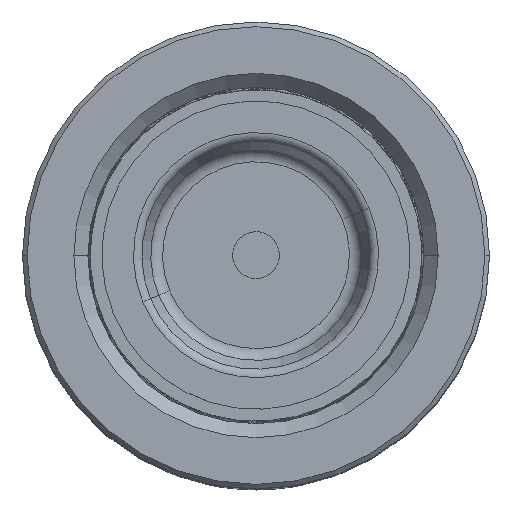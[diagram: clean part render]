
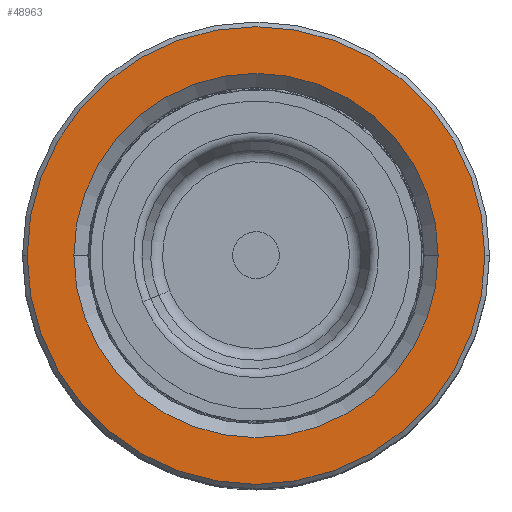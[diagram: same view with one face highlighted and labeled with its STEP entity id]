
A CAD part, top view. The second image highlights one B-rep face of the part: STEP entity #48963.
In plain terms, the highlighted planar face has unit normal (0, 0, 1).
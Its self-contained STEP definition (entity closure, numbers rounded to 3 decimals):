
#1856 = EDGE_LOOP ( 'NONE', ( #44695, #32006 ) ) ;
#2183 = ORIENTED_EDGE ( 'NONE', *, *, #2561, .T. ) ;
#2561 = EDGE_CURVE ( 'NONE', #34086, #6594, #17058, .T. ) ;
#6066 = DIRECTION ( 'NONE',  ( 1., 0., 0. ) ) ;
#6257 = DIRECTION ( 'NONE',  ( 0., 0., 1. ) ) ;
#6594 = VERTEX_POINT ( 'NONE', #47925 ) ;
#6928 = DIRECTION ( 'NONE',  ( 1., 0., 0. ) ) ;
#11103 = CARTESIAN_POINT ( 'NONE',  ( 0., 0., 60. ) ) ;
#13575 = AXIS2_PLACEMENT_3D ( 'NONE', #11103, #27734, #6928 ) ;
#15329 = AXIS2_PLACEMENT_3D ( 'NONE', #34358, #38368, #21609 ) ;
#16271 = CARTESIAN_POINT ( 'NONE',  ( 0., 0., 60. ) ) ;
#16648 = DIRECTION ( 'NONE',  ( 0., 0., -1. ) ) ;
#17058 = CIRCLE ( 'NONE', #32207, 19.5 ) ;
#17356 = CIRCLE ( 'NONE', #15329, 19.5 ) ;
#17835 = ORIENTED_EDGE ( 'NONE', *, *, #28586, .T. ) ;
#19149 = CARTESIAN_POINT ( 'NONE',  ( 24.5, 0., 60. ) ) ;
#21609 = DIRECTION ( 'NONE',  ( 1., 0., 0. ) ) ;
#22159 = CARTESIAN_POINT ( 'NONE',  ( 0., 0., 60. ) ) ;
#23596 = EDGE_CURVE ( 'NONE', #34524, #53772, #24042, .T. ) ;
#24042 = CIRCLE ( 'NONE', #29099, 24.5 ) ;
#25254 = FACE_OUTER_BOUND ( 'NONE', #1856, .T. ) ;
#25704 = EDGE_LOOP ( 'NONE', ( #2183, #17835 ) ) ;
#27734 = DIRECTION ( 'NONE',  ( 0., 0., 1. ) ) ;
#28586 = EDGE_CURVE ( 'NONE', #6594, #34086, #17356, .T. ) ;
#29099 = AXIS2_PLACEMENT_3D ( 'NONE', #33227, #53817, #33057 ) ;
#32006 = ORIENTED_EDGE ( 'NONE', *, *, #47442, .T. ) ;
#32207 = AXIS2_PLACEMENT_3D ( 'NONE', #16271, #16648, #49964 ) ;
#33057 = DIRECTION ( 'NONE',  ( 1., 0., 0. ) ) ;
#33227 = CARTESIAN_POINT ( 'NONE',  ( 0., 0., 60. ) ) ;
#34086 = VERTEX_POINT ( 'NONE', #53489 ) ;
#34358 = CARTESIAN_POINT ( 'NONE',  ( 0., 0., 60. ) ) ;
#34524 = VERTEX_POINT ( 'NONE', #48731 ) ;
#38368 = DIRECTION ( 'NONE',  ( 0., 0., -1. ) ) ;
#44293 = PLANE ( 'NONE',  #13575 ) ;
#44695 = ORIENTED_EDGE ( 'NONE', *, *, #23596, .T. ) ;
#47442 = EDGE_CURVE ( 'NONE', #53772, #34524, #49366, .T. ) ;
#47925 = CARTESIAN_POINT ( 'NONE',  ( -19.5, 0., 60. ) ) ;
#48731 = CARTESIAN_POINT ( 'NONE',  ( -24.5, 0., 60. ) ) ;
#48963 = ADVANCED_FACE ( 'NONE', ( #25254, #53259 ), #44293, .T. ) ;
#49366 = CIRCLE ( 'NONE', #52297, 24.5 ) ;
#49964 = DIRECTION ( 'NONE',  ( 1., 0., 0. ) ) ;
#52297 = AXIS2_PLACEMENT_3D ( 'NONE', #22159, #6257, #6066 ) ;
#53259 = FACE_BOUND ( 'NONE', #25704, .T. ) ;
#53489 = CARTESIAN_POINT ( 'NONE',  ( 19.5, 0., 60. ) ) ;
#53772 = VERTEX_POINT ( 'NONE', #19149 ) ;
#53817 = DIRECTION ( 'NONE',  ( 0., 0., 1. ) ) ;
